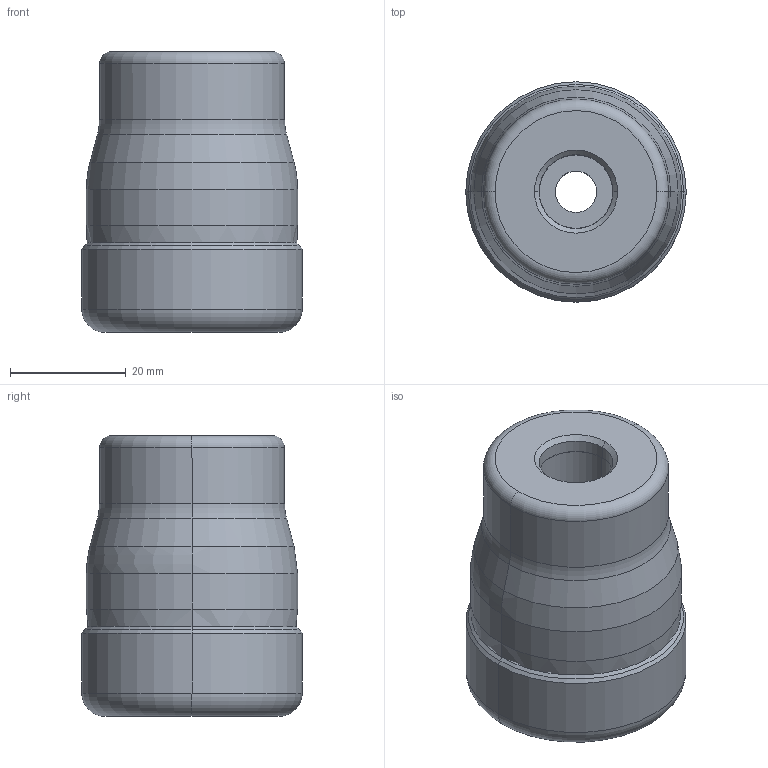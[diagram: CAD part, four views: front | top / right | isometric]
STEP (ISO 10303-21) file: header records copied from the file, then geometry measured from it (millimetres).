
FILE_DESCRIPTION(/* description */ (''),/* implementation_level */ '2;1');
FILE_NAME(/* name */ 'BXD4000R1503B_IR0_157.stp',/* time_stamp */ '2023-03-06T12:41:34+09:00',/* author */ (''),/* organization */ (''),/* preprocessor_version */ 'ST-DEVELOPER v16',/* originating_system */ 'SIEMENS PLM Software NX 10.0',/* authorisation */ '');
FILE_SCHEMA (('AUTOMOTIVE_DESIGN { 1 0 10303 214 3 1 1 1 }'));
Length unit declared in the file: millimetre
Products named in the file (1): BXD4000R1503B_IR0_157_ASM_3_ASM
Bounding box: 38.1 x 38.1 x 48.52 mm (x, y, z)
Volume: 53480.1 mm3; surface area: 12336.6 mm2
Topology: 2 solids, 2 shells, 72 faces, 168 edges, 119 vertices
Faces by surface type: cone 32, cylinder 16, torus 14, plane 8, bspline 2
Entity records: 2265 total; most frequent: DIRECTION 432, CARTESIAN_POINT 414, ORIENTED_EDGE 308, AXIS2_PLACEMENT_3D 186, EDGE_CURVE 154, CIRCLE 108, VERTEX_POINT 90, EDGE_LOOP 80
